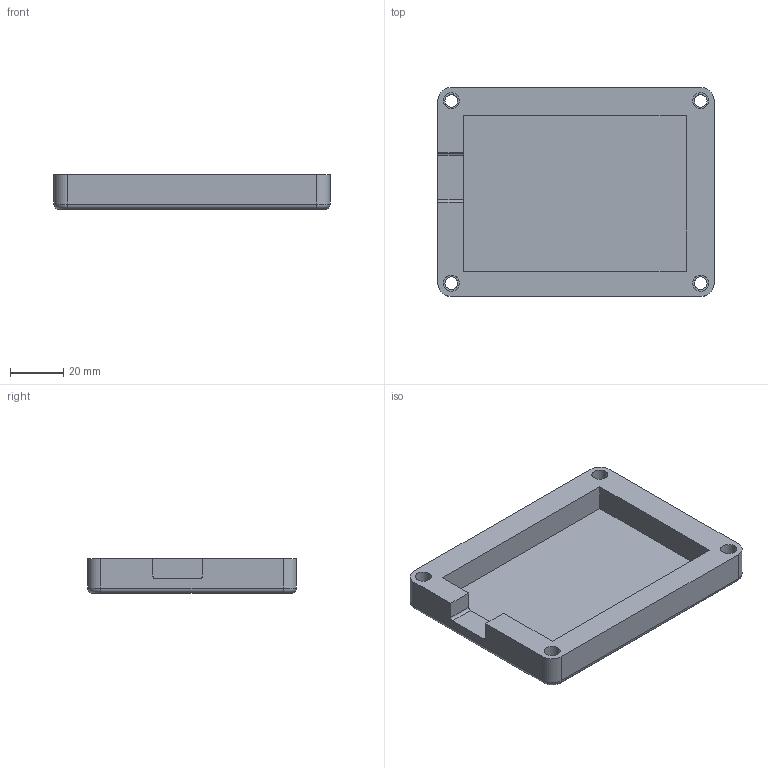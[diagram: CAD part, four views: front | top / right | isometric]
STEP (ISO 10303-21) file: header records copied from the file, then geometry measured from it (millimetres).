
FILE_DESCRIPTION(/* description */ (''),/* implementation_level */ '2;1');
FILE_NAME(/* name */ '5d079485-b414-4fdd-bb2a-8c58f0e2dd27.stp',/* time_stamp */ '2026-01-10T22:43:06Z',/* author */ (''),/* organization */ (''),/* preprocessor_version */ 'ST-DEVELOPER v20.1',/* originating_system */ 'Autodesk Translation Framework v14.24.0.0',/* authorisation */ '');
FILE_SCHEMA (('AUTOMOTIVE_DESIGN { 1 0 10303 214 3 1 1 }'));
Length unit declared in the file: millimetre
Products named in the file (2): 2025-12-31-15-42-31-262; 2025-12-31-15-49-08-445
Assembly tree (1 placements, depth 2):
  2025-12-31-15-42-31-262
    2025-12-31-15-49-08-445
Bounding box: 103.4 x 78.2 x 13 mm (x, y, z)
Volume: 53387.1 mm3; surface area: 23898.4 mm2
Topology: 1 solids, 1 shells, 40 faces, 94 edges, 60 vertices
Faces by surface type: cylinder 18, plane 18, torus 4
Full cylindrical faces by diameter (mm): 4.7 x4, 6 x4
Entity records: 1230 total; most frequent: DIRECTION 220, CARTESIAN_POINT 197, ORIENTED_EDGE 188, EDGE_CURVE 94, AXIS2_PLACEMENT_3D 83, VERTEX_POINT 60, LINE 54, VECTOR 54
